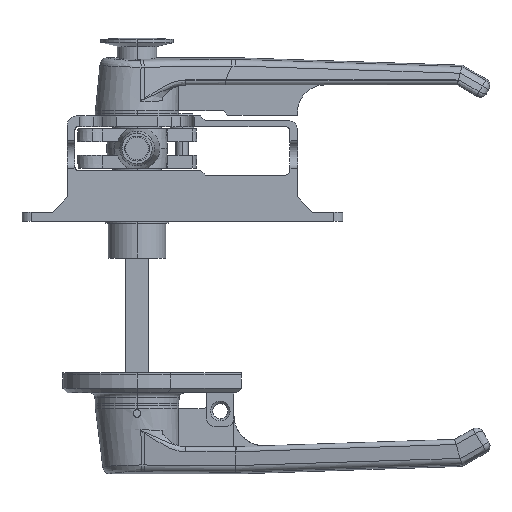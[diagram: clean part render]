
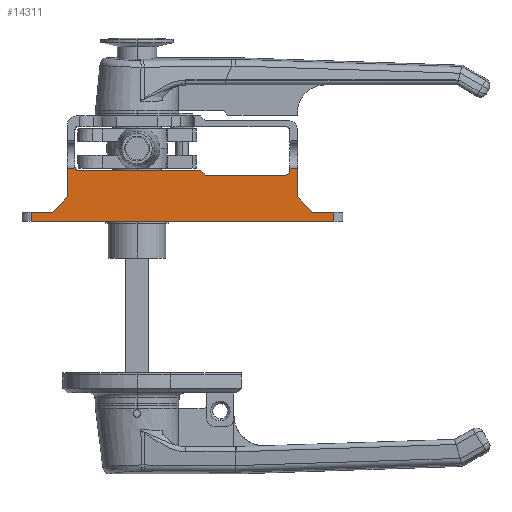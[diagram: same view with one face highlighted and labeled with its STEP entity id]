
A CAD part, left-side view. The second image highlights one B-rep face of the part: STEP entity #14311.
In plain terms, the highlighted planar face has unit normal (-1, 0, 0).
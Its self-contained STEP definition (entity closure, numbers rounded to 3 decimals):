
#4924 = VERTEX_POINT ( 'NONE', #10816 ) ;
#6627 = VERTEX_POINT ( 'NONE', #18769 ) ;
#8030 = EDGE_CURVE ( 'NONE', #6627, #4924, #19523, .T. ) ;
#10816 = CARTESIAN_POINT ( 'NONE',  ( -30., -106., 35.014 ) ) ;
#14107 = EDGE_LOOP ( 'NONE', ( #14155, #14156, #14169, #14165, #14164, #14166, #14197, #14168, #14186, #14175, #14181, #14282, #14176, #14280, #14209, #14246, #14371 ) ) ;
#14116 = VERTEX_POINT ( 'NONE', #25738 ) ;
#14131 = VERTEX_POINT ( 'NONE', #25773 ) ;
#14132 = VERTEX_POINT ( 'NONE', #25821 ) ;
#14138 = VERTEX_POINT ( 'NONE', #25815 ) ;
#14150 = EDGE_CURVE ( 'NONE', #14116, #14132, #25612, .T. ) ;
#14151 = VERTEX_POINT ( 'NONE', #25842 ) ;
#14155 = ORIENTED_EDGE ( 'NONE', *, *, #14172, .F. ) ;
#14156 = ORIENTED_EDGE ( 'NONE', *, *, #14150, .T. ) ;
#14158 = EDGE_CURVE ( 'NONE', #14163, #14151, #25833, .T. ) ;
#14160 = VERTEX_POINT ( 'NONE', #25846 ) ;
#14161 = EDGE_CURVE ( 'NONE', #4924, #14163, #25826, .T. ) ;
#14163 = VERTEX_POINT ( 'NONE', #25841 ) ;
#14164 = ORIENTED_EDGE ( 'NONE', *, *, #14161, .F. ) ;
#14165 = ORIENTED_EDGE ( 'NONE', *, *, #14158, .F. ) ;
#14166 = ORIENTED_EDGE ( 'NONE', *, *, #8030, .F. ) ;
#14168 = ORIENTED_EDGE ( 'NONE', *, *, #14180, .T. ) ;
#14169 = ORIENTED_EDGE ( 'NONE', *, *, #14170, .F. ) ;
#14170 = EDGE_CURVE ( 'NONE', #14151, #14132, #25876, .T. ) ;
#14171 = VERTEX_POINT ( 'NONE', #25843 ) ;
#14172 = EDGE_CURVE ( 'NONE', #14116, #14310, #25870, .T. ) ;
#14173 = EDGE_CURVE ( 'NONE', #14308, #14309, #25866, .T. ) ;
#14174 = VERTEX_POINT ( 'NONE', #25822 ) ;
#14175 = ORIENTED_EDGE ( 'NONE', *, *, #14177, .F. ) ;
#14176 = ORIENTED_EDGE ( 'NONE', *, *, #14252, .T. ) ;
#14177 = EDGE_CURVE ( 'NONE', #14309, #14131, #25829, .T. ) ;
#14180 = EDGE_CURVE ( 'NONE', #14160, #14218, #25835, .T. ) ;
#14181 = ORIENTED_EDGE ( 'NONE', *, *, #14173, .F. ) ;
#14183 = EDGE_CURVE ( 'NONE', #14131, #14218, #25855, .T. ) ;
#14186 = ORIENTED_EDGE ( 'NONE', *, *, #14183, .F. ) ;
#14197 = ORIENTED_EDGE ( 'NONE', *, *, #14199, .F. ) ;
#14199 = EDGE_CURVE ( 'NONE', #14160, #6627, #25887, .T. ) ;
#14208 = VERTEX_POINT ( 'NONE', #25881 ) ;
#14209 = ORIENTED_EDGE ( 'NONE', *, *, #14215, .F. ) ;
#14215 = EDGE_CURVE ( 'NONE', #14283, #14171, #25928, .T. ) ;
#14216 = EDGE_CURVE ( 'NONE', #14171, #14174, #25922, .T. ) ;
#14218 = VERTEX_POINT ( 'NONE', #25929 ) ;
#14246 = ORIENTED_EDGE ( 'NONE', *, *, #14357, .F. ) ;
#14252 = EDGE_CURVE ( 'NONE', #14138, #14174, #25985, .T. ) ;
#14280 = ORIENTED_EDGE ( 'NONE', *, *, #14216, .F. ) ;
#14282 = ORIENTED_EDGE ( 'NONE', *, *, #14332, .T. ) ;
#14283 = VERTEX_POINT ( 'NONE', #26044 ) ;
#14308 = VERTEX_POINT ( 'NONE', #26091 ) ;
#14309 = VERTEX_POINT ( 'NONE', #26055 ) ;
#14310 = VERTEX_POINT ( 'NONE', #26102 ) ;
#14311 = ADVANCED_FACE ( 'NONE', ( #26089 ), #26094, .F. ) ;
#14332 = EDGE_CURVE ( 'NONE', #14308, #14138, #26109, .T. ) ;
#14357 = EDGE_CURVE ( 'NONE', #14208, #14283, #26173, .T. ) ;
#14364 = EDGE_CURVE ( 'NONE', #14208, #14310, #26177, .T. ) ;
#14371 = ORIENTED_EDGE ( 'NONE', *, *, #14364, .T. ) ;
#18769 = CARTESIAN_POINT ( 'NONE',  ( -30., -101., 35.014 ) ) ;
#19523 = LINE ( 'NONE', #19579, #19578 ) ;
#19577 = DIRECTION ( 'NONE',  ( 0., -1., 0. ) ) ;
#19578 = VECTOR ( 'NONE', #19577, 1000. ) ;
#19579 = CARTESIAN_POINT ( 'NONE',  ( -30., -136.001, 35.014 ) ) ;
#25592 = DIRECTION ( 'NONE',  ( 0., 0., 1. ) ) ;
#25593 = VECTOR ( 'NONE', #25592, 1000. ) ;
#25604 = CARTESIAN_POINT ( 'NONE',  ( -30., -130., 6. ) ) ;
#25612 = LINE ( 'NONE', #25604, #25593 ) ;
#25738 = CARTESIAN_POINT ( 'NONE',  ( -30., -130., 0. ) ) ;
#25773 = CARTESIAN_POINT ( 'NONE',  ( -30., -45., 30.5 ) ) ;
#25815 = CARTESIAN_POINT ( 'NONE',  ( -30., 40.94, 35.014 ) ) ;
#25821 = CARTESIAN_POINT ( 'NONE',  ( -30., -130., 6. ) ) ;
#25822 = CARTESIAN_POINT ( 'NONE',  ( -30., 46., 35.014 ) ) ;
#25823 = DIRECTION ( 'NONE',  ( 0., 0., -1. ) ) ;
#25824 = VECTOR ( 'NONE', #25823, 1000. ) ;
#25825 = CARTESIAN_POINT ( 'NONE',  ( -30., -106., 16. ) ) ;
#25826 = LINE ( 'NONE', #25825, #25824 ) ;
#25829 = LINE ( 'NONE', #25865, #25859 ) ;
#25830 = DIRECTION ( 'NONE',  ( 0., -0.707, -0.707 ) ) ;
#25831 = VECTOR ( 'NONE', #25830, 1000. ) ;
#25832 = CARTESIAN_POINT ( 'NONE',  ( -30., -116., 6. ) ) ;
#25833 = LINE ( 'NONE', #25832, #25831 ) ;
#25835 = CIRCLE ( 'NONE', #25877, 3. ) ;
#25841 = CARTESIAN_POINT ( 'NONE',  ( -30., -106., 16. ) ) ;
#25842 = CARTESIAN_POINT ( 'NONE',  ( -30., -116., 6. ) ) ;
#25843 = CARTESIAN_POINT ( 'NONE',  ( -30., 46., 16. ) ) ;
#25846 = CARTESIAN_POINT ( 'NONE',  ( -30., -101., 33.5 ) ) ;
#25851 = DIRECTION ( 'NONE',  ( 0., 0., -1. ) ) ;
#25852 = DIRECTION ( 'NONE',  ( 1., 0., 0. ) ) ;
#25853 = CARTESIAN_POINT ( 'NONE',  ( -30., -98., 33.5 ) ) ;
#25854 = CARTESIAN_POINT ( 'NONE',  ( -30., -45., 30.5 ) ) ;
#25855 = LINE ( 'NONE', #25854, #25899 ) ;
#25858 = DIRECTION ( 'NONE',  ( 0., -0.707, -0.707 ) ) ;
#25859 = VECTOR ( 'NONE', #25858, 1000. ) ;
#25862 = DIRECTION ( 'NONE',  ( 0., -1., 0. ) ) ;
#25863 = VECTOR ( 'NONE', #25862, 1000. ) ;
#25864 = CARTESIAN_POINT ( 'NONE',  ( -30., 41., 33.5 ) ) ;
#25865 = CARTESIAN_POINT ( 'NONE',  ( -30., -42., 33.5 ) ) ;
#25866 = LINE ( 'NONE', #25864, #25863 ) ;
#25867 = DIRECTION ( 'NONE',  ( 0., 1., 0. ) ) ;
#25868 = VECTOR ( 'NONE', #25867, 1000. ) ;
#25869 = CARTESIAN_POINT ( 'NONE',  ( -30., 76., 0. ) ) ;
#25870 = LINE ( 'NONE', #25869, #25868 ) ;
#25873 = DIRECTION ( 'NONE',  ( 0., -1., 0. ) ) ;
#25874 = VECTOR ( 'NONE', #25873, 1000. ) ;
#25875 = CARTESIAN_POINT ( 'NONE',  ( -30., -136., 6. ) ) ;
#25876 = LINE ( 'NONE', #25875, #25874 ) ;
#25877 = AXIS2_PLACEMENT_3D ( 'NONE', #25853, #25852, #25851 ) ;
#25881 = CARTESIAN_POINT ( 'NONE',  ( -30., 70., 6. ) ) ;
#25883 = DIRECTION ( 'NONE',  ( 0., 0., 1. ) ) ;
#25884 = VECTOR ( 'NONE', #25883, 1000. ) ;
#25885 = CARTESIAN_POINT ( 'NONE',  ( -30., -101., 62.5 ) ) ;
#25887 = LINE ( 'NONE', #25885, #25884 ) ;
#25898 = DIRECTION ( 'NONE',  ( 0., -1., 0. ) ) ;
#25899 = VECTOR ( 'NONE', #25898, 1000. ) ;
#25919 = DIRECTION ( 'NONE',  ( 0., 0., 1. ) ) ;
#25920 = VECTOR ( 'NONE', #25919, 1000. ) ;
#25921 = CARTESIAN_POINT ( 'NONE',  ( -30., 46., 69.5 ) ) ;
#25922 = LINE ( 'NONE', #25921, #25920 ) ;
#25925 = DIRECTION ( 'NONE',  ( 0., -0.707, 0.707 ) ) ;
#25926 = VECTOR ( 'NONE', #25925, 1000. ) ;
#25927 = CARTESIAN_POINT ( 'NONE',  ( -30., 46., 16. ) ) ;
#25928 = LINE ( 'NONE', #25927, #25926 ) ;
#25929 = CARTESIAN_POINT ( 'NONE',  ( -30., -98., 30.5 ) ) ;
#25982 = DIRECTION ( 'NONE',  ( 0., 1., 0. ) ) ;
#25983 = VECTOR ( 'NONE', #25982, 1000. ) ;
#25984 = CARTESIAN_POINT ( 'NONE',  ( -30., 76.001, 35.014 ) ) ;
#25985 = LINE ( 'NONE', #25984, #25983 ) ;
#26044 = CARTESIAN_POINT ( 'NONE',  ( -30., 56., 6. ) ) ;
#26055 = CARTESIAN_POINT ( 'NONE',  ( -30., -42., 33.5 ) ) ;
#26085 = DIRECTION ( 'NONE',  ( 0., 0., -1. ) ) ;
#26086 = DIRECTION ( 'NONE',  ( 1., 0., 0. ) ) ;
#26088 = CARTESIAN_POINT ( 'NONE',  ( -30., 76., 6. ) ) ;
#26089 = FACE_OUTER_BOUND ( 'NONE', #14107, .T. ) ;
#26091 = CARTESIAN_POINT ( 'NONE',  ( -30., 39., 33.5 ) ) ;
#26094 = PLANE ( 'NONE',  #26095 ) ;
#26095 = AXIS2_PLACEMENT_3D ( 'NONE', #26088, #26086, #26085 ) ;
#26102 = CARTESIAN_POINT ( 'NONE',  ( -30., 70., 0. ) ) ;
#26108 = AXIS2_PLACEMENT_3D ( 'NONE', #26165, #26164, #26163 ) ;
#26109 = CIRCLE ( 'NONE', #26108, 2. ) ;
#26163 = DIRECTION ( 'NONE',  ( 0., 0., -1. ) ) ;
#26164 = DIRECTION ( 'NONE',  ( 1., 0., 0. ) ) ;
#26165 = CARTESIAN_POINT ( 'NONE',  ( -30., 39., 35.5 ) ) ;
#26170 = DIRECTION ( 'NONE',  ( 0., -1., 0. ) ) ;
#26171 = VECTOR ( 'NONE', #26170, 1000. ) ;
#26172 = CARTESIAN_POINT ( 'NONE',  ( -30., 56., 6. ) ) ;
#26173 = LINE ( 'NONE', #26172, #26171 ) ;
#26177 = LINE ( 'NONE', #26210, #26209 ) ;
#26208 = DIRECTION ( 'NONE',  ( 0., 0., -1. ) ) ;
#26209 = VECTOR ( 'NONE', #26208, 1000. ) ;
#26210 = CARTESIAN_POINT ( 'NONE',  ( -30., 70., 6. ) ) ;
